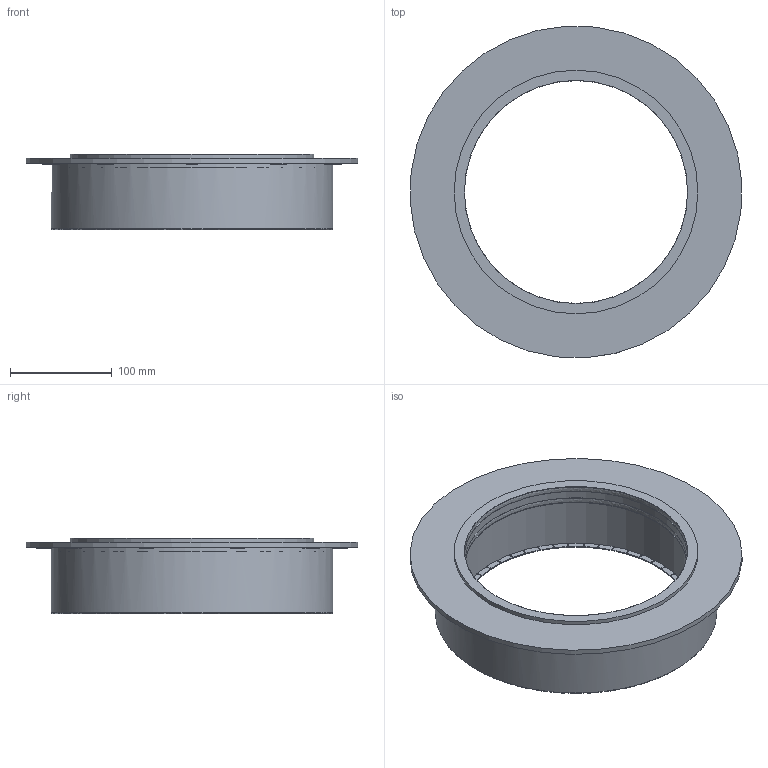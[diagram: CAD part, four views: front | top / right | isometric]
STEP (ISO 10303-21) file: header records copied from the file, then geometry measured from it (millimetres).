
FILE_DESCRIPTION((''),'2;1');
FILE_NAME('SLEEV-IT WT-MAR219M.stp','2014-11-18T06:41:12',('se-emikul'),(''),'Autodesk Inventor 2013','Autodesk Inventor 2013','');
FILE_SCHEMA(('AUTOMOTIVE_DESIGN { 1 0 10303 214 1 1 1 1 }'));
Length unit declared in the file: millimetre
Products named in the file (1): SLEEV-IT WT-MAR219M
Bounding box: 325.48 x 325.48 x 74 mm (x, y, z)
Volume: 1312072.5 mm3; surface area: 416698.6 mm2
Topology: 4 solids, 4 shells, 432 faces, 1142 edges, 732 vertices
Faces by surface type: plane 350, torus 48, cylinder 31, revolution 2, cone 1
Full cylindrical faces by diameter (mm): 219.1 x3, 227.6 x1, 228.6 x1, 234.2 x1, 239.1 x1, 274.2 x2, 276 x1, 326 x1
Entity records: 14404 total; most frequent: CARTESIAN_POINT 3157, ORIENTED_EDGE 2256, DIRECTION 2236, EDGE_CURVE 1128, AXIS2_PLACEMENT_3D 769, VERTEX_POINT 730, VECTOR 696, LINE 696
